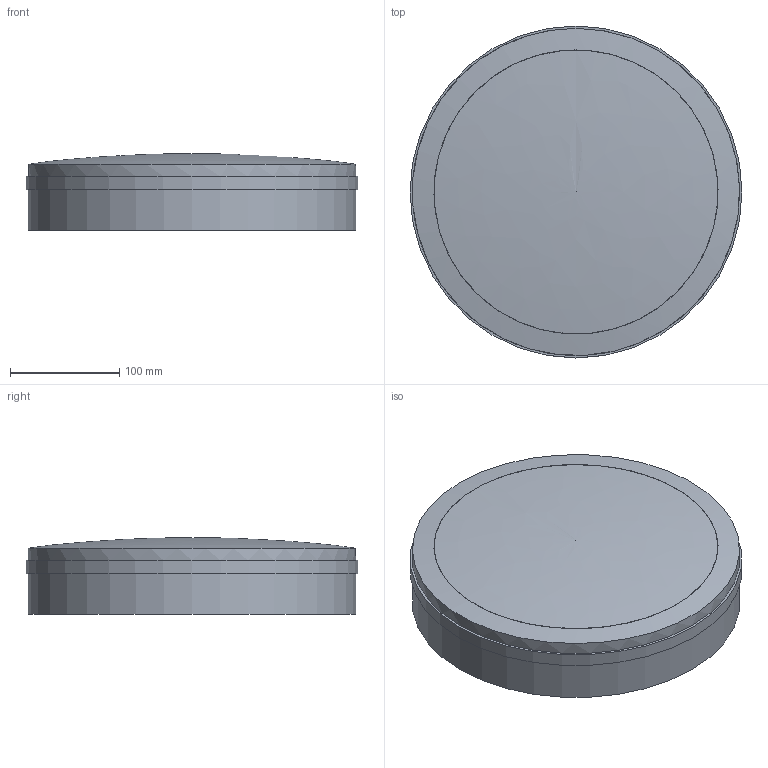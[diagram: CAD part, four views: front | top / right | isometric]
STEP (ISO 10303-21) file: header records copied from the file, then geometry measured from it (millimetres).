
FILE_DESCRIPTION (( 'STEP AP214' ), '1' );
FILE_NAME ('SF_BLKH_300.STEP', '2022-06-21T07:39:45', ( '' ), ( '' ), 'SwSTEP 2.0', 'SolidWorks 2020', '' );
FILE_SCHEMA (( 'AUTOMOTIVE_DESIGN' ));
Length unit declared in the file: millimetre
Products named in the file (1): SF_BLKH_300
Bounding box: 304.33 x 304.33 x 70.4 mm (x, y, z)
Volume: 4665933.2 mm3; surface area: 451083.7 mm2
Topology: 3 solids, 3 shells, 11 faces, 16 edges, 11 vertices
Faces by surface type: plane 6, cylinder 3, cone 1, bspline 1
Full cylindrical faces by diameter (mm): 300 x2, 304.329 x1
Entity records: 315 total; most frequent: CARTESIAN_POINT 99, DIRECTION 36, ORIENTED_EDGE 18, AXIS2_PLACEMENT_3D 18, EDGE_LOOP 16, FACE_OUTER_BOUND 14, ADVANCED_FACE 11, EDGE_CURVE 9
